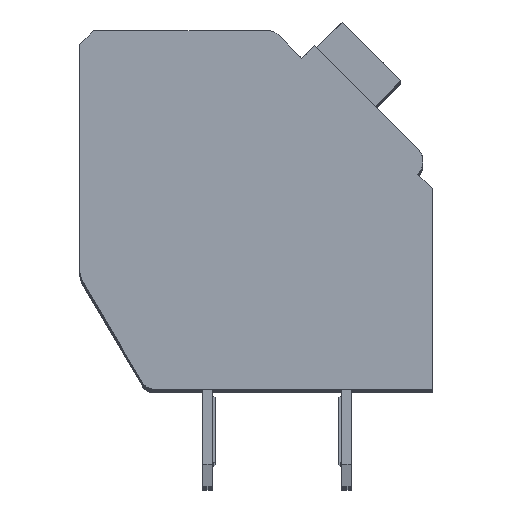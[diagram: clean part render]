
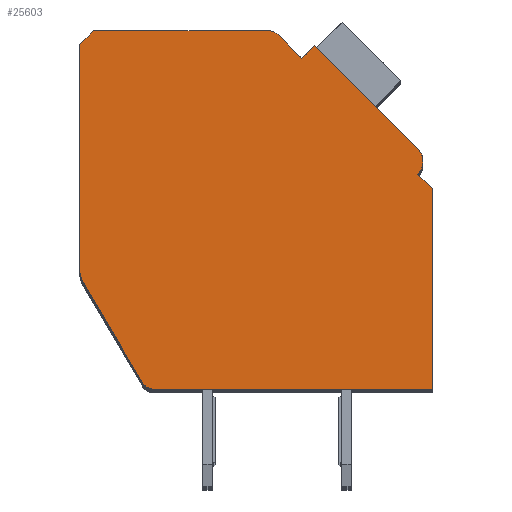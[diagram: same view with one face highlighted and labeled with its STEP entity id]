
A CAD part, top view. The second image highlights one B-rep face of the part: STEP entity #25603.
In plain terms, the highlighted planar face has unit normal (0, 0, 1).
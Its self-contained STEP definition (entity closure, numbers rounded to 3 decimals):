
#521=DIRECTION('',(0.,-1.,0.));
#522=VECTOR('',#521,8.053);
#523=CARTESIAN_POINT('',(-12.7,12.4,2.1));
#524=LINE('',#523,#522);
#525=DIRECTION('',(-0.707,-0.707,0.));
#526=VECTOR('',#525,0.707);
#527=CARTESIAN_POINT('',(-12.2,12.9,2.1));
#528=LINE('',#527,#526);
#529=DIRECTION('',(-1.,0.,0.));
#530=VECTOR('',#529,6.298);
#531=CARTESIAN_POINT('',(-5.902,12.9,2.1));
#532=LINE('',#531,#530);
#533=CARTESIAN_POINT('',(-5.902,12.4,2.1));
#534=DIRECTION('',(0.,0.,1.));
#535=DIRECTION('',(0.707,0.707,0.));
#536=AXIS2_PLACEMENT_3D('',#533,#534,#535);
#538=DIRECTION('',(-0.707,0.707,0.));
#539=VECTOR('',#538,1.197);
#540=CARTESIAN_POINT('',(-4.702,11.907,2.1));
#541=LINE('',#540,#539);
#542=DIRECTION('',(-0.707,-0.707,0.));
#543=VECTOR('',#542,0.65);
#544=CARTESIAN_POINT('',(-4.243,12.367,2.1));
#545=LINE('',#544,#543);
#546=DIRECTION('',(-0.707,0.707,0.));
#547=VECTOR('',#546,5.25);
#548=CARTESIAN_POINT('',(-0.53,8.655,2.1));
#549=LINE('',#548,#547);
#550=CARTESIAN_POINT('',(-0.99,8.195,2.1));
#551=DIRECTION('',(0.,0.,1.));
#552=DIRECTION('',(0.707,-0.707,0.));
#553=AXIS2_PLACEMENT_3D('',#550,#551,#552);
#555=DIRECTION('',(-0.707,0.707,0.));
#556=VECTOR('',#555,0.75);
#557=CARTESIAN_POINT('',(0.,7.205,2.1));
#558=LINE('',#557,#556);
#559=DIRECTION('',(0.,1.,0.));
#560=VECTOR('',#559,7.205);
#561=CARTESIAN_POINT('',(0.,0.,2.1));
#562=LINE('',#561,#560);
#563=DIRECTION('',(1.,0.,0.));
#564=VECTOR('',#563,10.014);
#565=CARTESIAN_POINT('',(-10.014,0.,2.1));
#566=LINE('',#565,#564);
#567=CARTESIAN_POINT('',(-10.014,0.5,2.1));
#568=DIRECTION('',(0.,0.,1.));
#569=DIRECTION('',(-0.862,-0.508,0.));
#570=AXIS2_PLACEMENT_3D('',#567,#568,#569);
#572=DIRECTION('',(0.508,-0.862,0.));
#573=VECTOR('',#572,4.17);
#574=CARTESIAN_POINT('',(-12.562,3.839,2.1));
#575=LINE('',#574,#573);
#576=CARTESIAN_POINT('',(-11.7,4.347,2.1));
#577=DIRECTION('',(0.,0.,1.));
#578=DIRECTION('',(-1.,0.,0.));
#579=AXIS2_PLACEMENT_3D('',#576,#577,#578);
#19197=CARTESIAN_POINT('',(-12.7,12.4,2.1));
#19198=CARTESIAN_POINT('',(-12.7,4.347,2.1));
#19199=VERTEX_POINT('',#19197);
#19200=VERTEX_POINT('',#19198);
#19201=CARTESIAN_POINT('',(-12.562,3.839,2.1));
#19202=VERTEX_POINT('',#19201);
#19203=CARTESIAN_POINT('',(-10.445,0.246,2.1));
#19204=VERTEX_POINT('',#19203);
#19205=CARTESIAN_POINT('',(-10.014,0.,2.1));
#19206=VERTEX_POINT('',#19205);
#19207=CARTESIAN_POINT('',(0.,0.,2.1));
#19208=VERTEX_POINT('',#19207);
#19209=CARTESIAN_POINT('',(0.,7.205,2.1));
#19210=VERTEX_POINT('',#19209);
#19211=CARTESIAN_POINT('',(-0.53,7.735,2.1));
#19212=VERTEX_POINT('',#19211);
#19213=CARTESIAN_POINT('',(-0.53,8.655,2.1));
#19214=VERTEX_POINT('',#19213);
#19215=CARTESIAN_POINT('',(-4.243,12.367,2.1));
#19216=VERTEX_POINT('',#19215);
#19217=CARTESIAN_POINT('',(-4.702,11.907,2.1));
#19218=VERTEX_POINT('',#19217);
#19219=CARTESIAN_POINT('',(-5.548,12.754,2.1));
#19220=VERTEX_POINT('',#19219);
#19221=CARTESIAN_POINT('',(-5.902,12.9,2.1));
#19222=VERTEX_POINT('',#19221);
#19223=CARTESIAN_POINT('',(-12.2,12.9,2.1));
#19224=VERTEX_POINT('',#19223);
#25570=CARTESIAN_POINT('',(0.,0.,2.1));
#25571=DIRECTION('',(0.,0.,1.));
#25572=DIRECTION('',(1.,0.,0.));
#25573=AXIS2_PLACEMENT_3D('',#25570,#25571,#25572);
#25574=PLANE('',#25573);
#25575=ORIENTED_EDGE('',*,*,#25073,.F.);
#25577=ORIENTED_EDGE('',*,*,#25576,.F.);
#25579=ORIENTED_EDGE('',*,*,#25578,.F.);
#25581=ORIENTED_EDGE('',*,*,#25580,.F.);
#25583=ORIENTED_EDGE('',*,*,#25582,.F.);
#25585=ORIENTED_EDGE('',*,*,#25584,.F.);
#25587=ORIENTED_EDGE('',*,*,#25586,.F.);
#25589=ORIENTED_EDGE('',*,*,#25588,.F.);
#25591=ORIENTED_EDGE('',*,*,#25590,.F.);
#25593=ORIENTED_EDGE('',*,*,#25592,.F.);
#25595=ORIENTED_EDGE('',*,*,#25594,.F.);
#25597=ORIENTED_EDGE('',*,*,#25596,.F.);
#25599=ORIENTED_EDGE('',*,*,#25598,.F.);
#25600=ORIENTED_EDGE('',*,*,#25263,.F.);
#25601=EDGE_LOOP('',(#25575,#25577,#25579,#25581,#25583,#25585,#25587,#25589,
#25591,#25593,#25595,#25597,#25599,#25600));
#25602=FACE_OUTER_BOUND('',#25601,.F.);
#537=CIRCLE('',#536,0.5);
#554=CIRCLE('',#553,0.65);
#571=CIRCLE('',#570,0.5);
#580=CIRCLE('',#579,1.);
#25073=EDGE_CURVE('',#19199,#19200,#524,.T.);
#25263=EDGE_CURVE('',#19200,#19202,#580,.T.);
#25576=EDGE_CURVE('',#19224,#19199,#528,.T.);
#25578=EDGE_CURVE('',#19222,#19224,#532,.T.);
#25580=EDGE_CURVE('',#19220,#19222,#537,.T.);
#25582=EDGE_CURVE('',#19218,#19220,#541,.T.);
#25584=EDGE_CURVE('',#19216,#19218,#545,.T.);
#25586=EDGE_CURVE('',#19214,#19216,#549,.T.);
#25588=EDGE_CURVE('',#19212,#19214,#554,.T.);
#25590=EDGE_CURVE('',#19210,#19212,#558,.T.);
#25592=EDGE_CURVE('',#19208,#19210,#562,.T.);
#25594=EDGE_CURVE('',#19206,#19208,#566,.T.);
#25596=EDGE_CURVE('',#19204,#19206,#571,.T.);
#25598=EDGE_CURVE('',#19202,#19204,#575,.T.);
#25603=ADVANCED_FACE('',(#25602),#25574,.T.);
